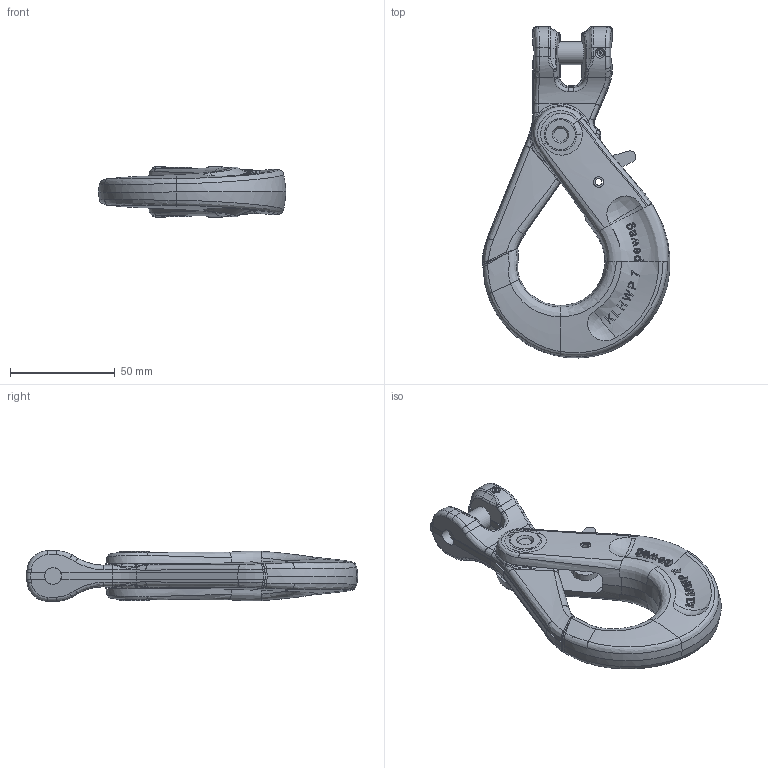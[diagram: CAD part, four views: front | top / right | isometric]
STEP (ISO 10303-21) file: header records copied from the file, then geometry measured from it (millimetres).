
FILE_DESCRIPTION(/* description */ (''),/* implementation_level */ '2;1');
FILE_NAME(/* name */ 'KLHWP_7_kundenmodell.stp',/* time_stamp */ '2018-03-21T13:29:52+01:00',/* author */ (''),/* organization */ (''),/* preprocessor_version */ 'ST-DEVELOPER v16',/* originating_system */ 'SIEMENS PLM Software NX 11.0',/* authorisation */ '');
FILE_SCHEMA (('AUTOMOTIVE_DESIGN { 1 0 10303 214 3 1 1 1 }'));
Length unit declared in the file: millimetre
Products named in the file (1): kch2C5C420Cxxby
Bounding box: 89.77 x 158.62 x 24.1 mm (x, y, z)
Volume: 107222.4 mm3; surface area: 33997.9 mm2
Topology: 7 solids, 7 shells, 582 faces, 1501 edges, 936 vertices
Faces by surface type: bspline 213, plane 177, cylinder 76, extrusion 48, torus 28, cone 24, sphere 8, revolution 8
Full cylindrical faces by diameter (mm): 1 x1, 3 x3, 5 x2, 5.4 x2, 8 x1, 11 x3, 12 x1, 12.05 x2, 12.25 x1
Entity records: 37446 total; most frequent: CARTESIAN_POINT 25411, ORIENTED_EDGE 2926, DIRECTION 1746, EDGE_CURVE 1463, VERTEX_POINT 931, B_SPLINE_CURVE_WITH_KNOTS 738, AXIS2_PLACEMENT_3D 651, EDGE_LOOP 642
